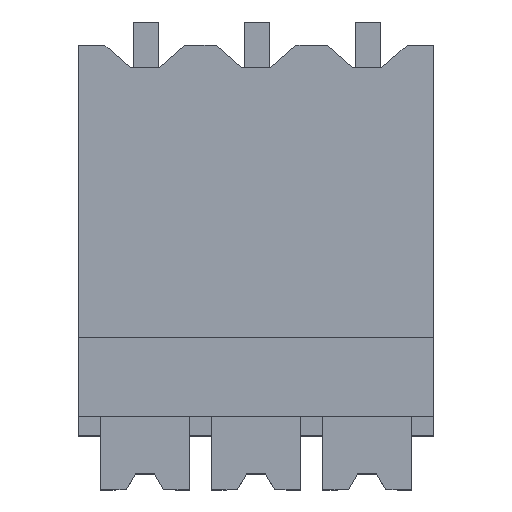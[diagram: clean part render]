
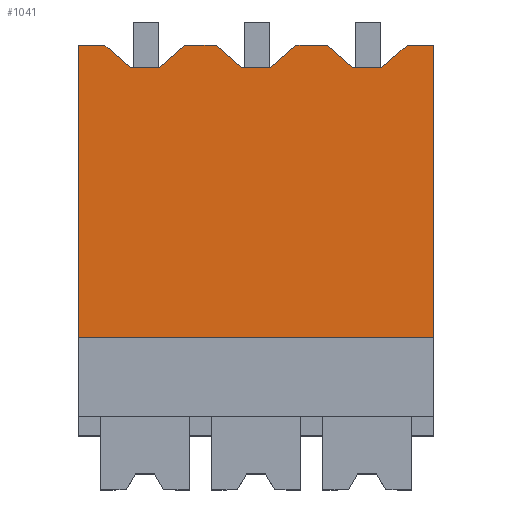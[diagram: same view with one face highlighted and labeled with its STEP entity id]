
A CAD part, top view. The second image highlights one B-rep face of the part: STEP entity #1041.
In plain terms, the highlighted planar face has unit normal (0, 0, 1).
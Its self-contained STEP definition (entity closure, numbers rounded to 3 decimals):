
#925=AXIS2_PLACEMENT_3D('Plane Axis2P3D',#922,#923,#924) ;
#119=CARTESIAN_POINT('Vertex',(0.,4.8,8.9)) ;
#122=CARTESIAN_POINT('Line Origine',(0.,9.4,8.9)) ;
#126=CARTESIAN_POINT('Vertex',(0.,14.,8.9)) ;
#907=CARTESIAN_POINT('Vertex',(11.2,4.8,8.9)) ;
#910=CARTESIAN_POINT('Line Origine',(5.6,4.8,8.9)) ;
#922=CARTESIAN_POINT('Axis2P3D Location',(-3.5,4.8,8.9)) ;
#927=CARTESIAN_POINT('Line Origine',(11.2,9.4,8.9)) ;
#931=CARTESIAN_POINT('Vertex',(11.2,14.,8.9)) ;
#934=CARTESIAN_POINT('Line Origine',(10.78,14.,8.9)) ;
#938=CARTESIAN_POINT('Vertex',(10.359,14.,8.9)) ;
#941=CARTESIAN_POINT('Line Origine',(9.959,13.65,8.9)) ;
#945=CARTESIAN_POINT('Vertex',(9.559,13.3,8.9)) ;
#948=CARTESIAN_POINT('Line Origine',(9.101,13.3,8.9)) ;
#952=CARTESIAN_POINT('Vertex',(8.642,13.3,8.9)) ;
#955=CARTESIAN_POINT('Line Origine',(8.242,13.65,8.9)) ;
#959=CARTESIAN_POINT('Vertex',(7.842,14.,8.9)) ;
#962=CARTESIAN_POINT('Line Origine',(7.351,14.,8.9)) ;
#966=CARTESIAN_POINT('Vertex',(6.859,14.,8.9)) ;
#969=CARTESIAN_POINT('Line Origine',(6.459,13.65,8.9)) ;
#973=CARTESIAN_POINT('Vertex',(6.059,13.3,8.9)) ;
#976=CARTESIAN_POINT('Line Origine',(5.601,13.3,8.9)) ;
#980=CARTESIAN_POINT('Vertex',(5.142,13.3,8.9)) ;
#983=CARTESIAN_POINT('Line Origine',(4.742,13.65,8.9)) ;
#987=CARTESIAN_POINT('Vertex',(4.342,14.,8.9)) ;
#990=CARTESIAN_POINT('Line Origine',(3.851,14.,8.9)) ;
#994=CARTESIAN_POINT('Vertex',(3.359,14.,8.9)) ;
#997=CARTESIAN_POINT('Line Origine',(2.959,13.65,8.9)) ;
#1001=CARTESIAN_POINT('Vertex',(2.559,13.3,8.9)) ;
#1004=CARTESIAN_POINT('Line Origine',(2.101,13.3,8.9)) ;
#1008=CARTESIAN_POINT('Vertex',(1.642,13.3,8.9)) ;
#1011=CARTESIAN_POINT('Line Origine',(1.242,13.65,8.9)) ;
#1015=CARTESIAN_POINT('Vertex',(0.842,14.,8.9)) ;
#1018=CARTESIAN_POINT('Line Origine',(0.421,14.,8.9)) ;
#123=DIRECTION('Vector Direction',(0.,1.,0.)) ;
#911=DIRECTION('Vector Direction',(1.,0.,0.)) ;
#923=DIRECTION('Axis2P3D Direction',(0.,0.,-1.)) ;
#924=DIRECTION('Axis2P3D XDirection',(0.,1.,0.)) ;
#928=DIRECTION('Vector Direction',(0.,1.,0.)) ;
#935=DIRECTION('Vector Direction',(1.,0.,0.)) ;
#942=DIRECTION('Vector Direction',(0.753,0.659,0.)) ;
#949=DIRECTION('Vector Direction',(1.,0.,0.)) ;
#956=DIRECTION('Vector Direction',(0.753,-0.659,0.)) ;
#963=DIRECTION('Vector Direction',(1.,0.,0.)) ;
#970=DIRECTION('Vector Direction',(0.753,0.659,0.)) ;
#977=DIRECTION('Vector Direction',(1.,0.,0.)) ;
#984=DIRECTION('Vector Direction',(0.753,-0.659,0.)) ;
#991=DIRECTION('Vector Direction',(1.,0.,0.)) ;
#998=DIRECTION('Vector Direction',(0.753,0.659,0.)) ;
#1005=DIRECTION('Vector Direction',(1.,0.,0.)) ;
#1012=DIRECTION('Vector Direction',(0.753,-0.659,0.)) ;
#1019=DIRECTION('Vector Direction',(1.,0.,0.)) ;
#124=VECTOR('Line Direction',#123,1.) ;
#912=VECTOR('Line Direction',#911,1.) ;
#929=VECTOR('Line Direction',#928,1.) ;
#936=VECTOR('Line Direction',#935,1.) ;
#943=VECTOR('Line Direction',#942,1.) ;
#950=VECTOR('Line Direction',#949,1.) ;
#957=VECTOR('Line Direction',#956,1.) ;
#964=VECTOR('Line Direction',#963,1.) ;
#971=VECTOR('Line Direction',#970,1.) ;
#978=VECTOR('Line Direction',#977,1.) ;
#985=VECTOR('Line Direction',#984,1.) ;
#992=VECTOR('Line Direction',#991,1.) ;
#999=VECTOR('Line Direction',#998,1.) ;
#1006=VECTOR('Line Direction',#1005,1.) ;
#1013=VECTOR('Line Direction',#1012,1.) ;
#1020=VECTOR('Line Direction',#1019,1.) ;
#1024=ORIENTED_EDGE('',*,*,#914,.T.) ;
#1025=ORIENTED_EDGE('',*,*,#933,.T.) ;
#1026=ORIENTED_EDGE('',*,*,#940,.F.) ;
#1027=ORIENTED_EDGE('',*,*,#947,.F.) ;
#1028=ORIENTED_EDGE('',*,*,#954,.F.) ;
#1029=ORIENTED_EDGE('',*,*,#961,.F.) ;
#1030=ORIENTED_EDGE('',*,*,#968,.F.) ;
#1031=ORIENTED_EDGE('',*,*,#975,.F.) ;
#1032=ORIENTED_EDGE('',*,*,#982,.F.) ;
#1033=ORIENTED_EDGE('',*,*,#989,.F.) ;
#1034=ORIENTED_EDGE('',*,*,#996,.F.) ;
#1035=ORIENTED_EDGE('',*,*,#1003,.F.) ;
#1036=ORIENTED_EDGE('',*,*,#1010,.F.) ;
#1037=ORIENTED_EDGE('',*,*,#1017,.F.) ;
#1038=ORIENTED_EDGE('',*,*,#1022,.F.) ;
#1039=ORIENTED_EDGE('',*,*,#128,.F.) ;
#1041=ADVANCED_FACE('HOUSING',(#1040),#926,.F.) ;
#128=EDGE_CURVE('',#120,#127,#125,.T.) ;
#914=EDGE_CURVE('',#120,#908,#913,.T.) ;
#933=EDGE_CURVE('',#908,#932,#930,.T.) ;
#940=EDGE_CURVE('',#939,#932,#937,.T.) ;
#947=EDGE_CURVE('',#946,#939,#944,.T.) ;
#954=EDGE_CURVE('',#953,#946,#951,.T.) ;
#961=EDGE_CURVE('',#960,#953,#958,.T.) ;
#968=EDGE_CURVE('',#967,#960,#965,.T.) ;
#975=EDGE_CURVE('',#974,#967,#972,.T.) ;
#982=EDGE_CURVE('',#981,#974,#979,.T.) ;
#989=EDGE_CURVE('',#988,#981,#986,.T.) ;
#996=EDGE_CURVE('',#995,#988,#993,.T.) ;
#1003=EDGE_CURVE('',#1002,#995,#1000,.T.) ;
#1010=EDGE_CURVE('',#1009,#1002,#1007,.T.) ;
#1017=EDGE_CURVE('',#1016,#1009,#1014,.T.) ;
#1022=EDGE_CURVE('',#127,#1016,#1021,.T.) ;
#1023=EDGE_LOOP('',(#1024,#1025,#1026,#1027,#1028,#1029,#1030,#1031,#1032,#1033,#1034,#1035,#1036,#1037,#1038,#1039)) ;
#1040=FACE_OUTER_BOUND('',#1023,.T.) ;
#125=LINE('Line',#122,#124) ;
#913=LINE('Line',#910,#912) ;
#930=LINE('Line',#927,#929) ;
#937=LINE('Line',#934,#936) ;
#944=LINE('Line',#941,#943) ;
#951=LINE('Line',#948,#950) ;
#958=LINE('Line',#955,#957) ;
#965=LINE('Line',#962,#964) ;
#972=LINE('Line',#969,#971) ;
#979=LINE('Line',#976,#978) ;
#986=LINE('Line',#983,#985) ;
#993=LINE('Line',#990,#992) ;
#1000=LINE('Line',#997,#999) ;
#1007=LINE('Line',#1004,#1006) ;
#1014=LINE('Line',#1011,#1013) ;
#1021=LINE('Line',#1018,#1020) ;
#926=PLANE('',#925) ;
#120=VERTEX_POINT('',#119) ;
#127=VERTEX_POINT('',#126) ;
#908=VERTEX_POINT('',#907) ;
#932=VERTEX_POINT('',#931) ;
#939=VERTEX_POINT('',#938) ;
#946=VERTEX_POINT('',#945) ;
#953=VERTEX_POINT('',#952) ;
#960=VERTEX_POINT('',#959) ;
#967=VERTEX_POINT('',#966) ;
#974=VERTEX_POINT('',#973) ;
#981=VERTEX_POINT('',#980) ;
#988=VERTEX_POINT('',#987) ;
#995=VERTEX_POINT('',#994) ;
#1002=VERTEX_POINT('',#1001) ;
#1009=VERTEX_POINT('',#1008) ;
#1016=VERTEX_POINT('',#1015) ;
